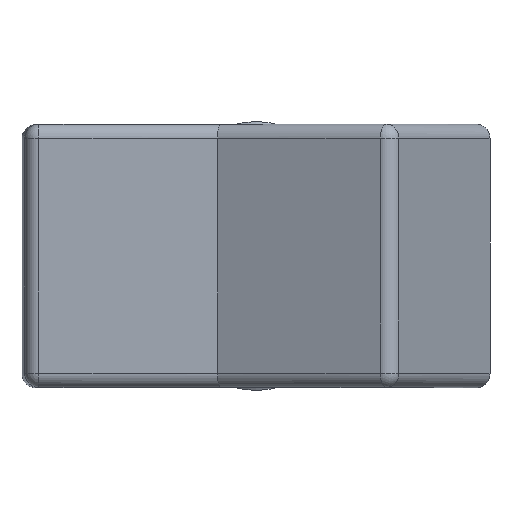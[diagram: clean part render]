
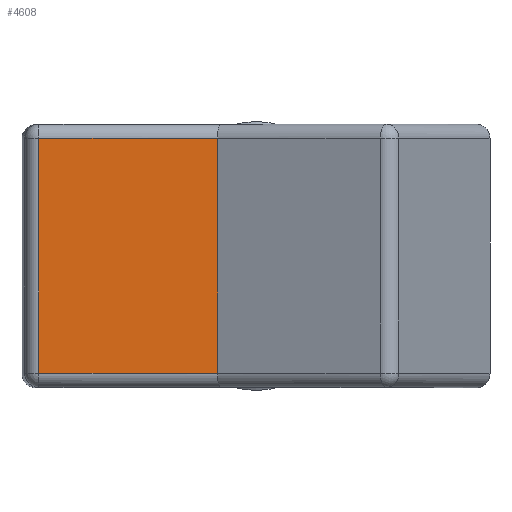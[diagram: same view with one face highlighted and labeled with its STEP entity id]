
A CAD part, top view. The second image highlights one B-rep face of the part: STEP entity #4608.
In plain terms, the highlighted planar face has unit normal (-0.009, 0, 1).
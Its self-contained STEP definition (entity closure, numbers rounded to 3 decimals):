
#3336 = CYLINDRICAL_SURFACE('',#3337,0.5);
#3337 = AXIS2_PLACEMENT_3D('',#3338,#3339,#3340);
#3338 = CARTESIAN_POINT('',(-7.967,-4.135,18.544));
#3339 = DIRECTION('',(1.,0.,0.009));
#3340 = DIRECTION('',(0.006,0.707,-0.707)
  );
#3785 = CYLINDRICAL_SURFACE('',#3786,0.5);
#3786 = AXIS2_PLACEMENT_3D('',#3787,#3788,#3789);
#3787 = CARTESIAN_POINT('',(-1.012,4.135,18.605));
#3788 = DIRECTION('',(-1.,0.,-0.009));
#3789 = DIRECTION('',(0.006,-0.707,-0.707
    ));
#4193 = VERTEX_POINT('',#4194);
#4194 = CARTESIAN_POINT('',(-7.651,-4.135,19.047));
#4240 = VERTEX_POINT('',#4241);
#4241 = CARTESIAN_POINT('',(-1.359,-4.135,19.102));
#4261 = EDGE_CURVE('',#4240,#4193,#4262,.T.);
#4262 = SURFACE_CURVE('',#4263,(#4267,#4274),.PCURVE_S1.);
#4263 = LINE('',#4264,#4265);
#4264 = CARTESIAN_POINT('',(-1.359,-4.135,19.102));
#4265 = VECTOR('',#4266,1.);
#4266 = DIRECTION('',(-1.,0.,-0.009));
#4267 = PCURVE('',#3336,#4268);
#4268 = DEFINITIONAL_REPRESENTATION('',(#4269),#4273);
#4269 = LINE('',#4270,#4271);
#4270 = CARTESIAN_POINT('',(2.356,6.612));
#4271 = VECTOR('',#4272,1.);
#4272 = DIRECTION('',(0.,-1.));
#4273 = ( GEOMETRIC_REPRESENTATION_CONTEXT(2) 
PARAMETRIC_REPRESENTATION_CONTEXT() REPRESENTATION_CONTEXT('2D SPACE',''
  ) );
#4274 = PCURVE('',#4275,#4280);
#4275 = PLANE('',#4276);
#4276 = AXIS2_PLACEMENT_3D('',#4277,#4278,#4279);
#4277 = CARTESIAN_POINT('',(-1.045,-4.549,19.105));
#4278 = DIRECTION('',(-0.009,0.,1.));
#4279 = DIRECTION('',(1.,0.,0.009));
#4280 = DEFINITIONAL_REPRESENTATION('',(#4281),#4285);
#4281 = LINE('',#4282,#4283);
#4282 = CARTESIAN_POINT('',(-0.315,0.414));
#4283 = VECTOR('',#4284,1.);
#4284 = DIRECTION('',(-1.,0.));
#4285 = ( GEOMETRIC_REPRESENTATION_CONTEXT(2) 
PARAMETRIC_REPRESENTATION_CONTEXT() REPRESENTATION_CONTEXT('2D SPACE',''
  ) );
#4355 = PLANE('',#4356);
#4356 = AXIS2_PLACEMENT_3D('',#4357,#4358,#4359);
#4357 = CARTESIAN_POINT('',(4.652,-4.549,21.842));
#4358 = DIRECTION('',(-0.415,0.,0.91));
#4359 = DIRECTION('',(0.91,0.,0.415));
#4492 = CYLINDRICAL_SURFACE('',#4493,0.5);
#4493 = AXIS2_PLACEMENT_3D('',#4494,#4495,#4496);
#4494 = CARTESIAN_POINT('',(-7.647,-4.635,18.547));
#4495 = DIRECTION('',(0.,1.,0.));
#4496 = DIRECTION('',(0.706,0.,-0.709));
#4558 = EDGE_CURVE('',#4193,#4559,#4561,.T.);
#4559 = VERTEX_POINT('',#4560);
#4560 = CARTESIAN_POINT('',(-7.651,4.135,19.047));
#4561 = SURFACE_CURVE('',#4562,(#4566,#4573),.PCURVE_S1.);
#4562 = LINE('',#4563,#4564);
#4563 = CARTESIAN_POINT('',(-7.651,-4.135,19.047));
#4564 = VECTOR('',#4565,1.);
#4565 = DIRECTION('',(0.,1.,0.));
#4566 = PCURVE('',#4492,#4567);
#4567 = DEFINITIONAL_REPRESENTATION('',(#4568),#4572);
#4568 = LINE('',#4569,#4570);
#4569 = CARTESIAN_POINT('',(3.916,0.5));
#4570 = VECTOR('',#4571,1.);
#4571 = DIRECTION('',(0.,1.));
#4572 = ( GEOMETRIC_REPRESENTATION_CONTEXT(2) 
PARAMETRIC_REPRESENTATION_CONTEXT() REPRESENTATION_CONTEXT('2D SPACE',''
  ) );
#4573 = PCURVE('',#4275,#4574);
#4574 = DEFINITIONAL_REPRESENTATION('',(#4575),#4579);
#4575 = LINE('',#4576,#4577);
#4576 = CARTESIAN_POINT('',(-6.606,0.414));
#4577 = VECTOR('',#4578,1.);
#4578 = DIRECTION('',(0.,1.));
#4579 = ( GEOMETRIC_REPRESENTATION_CONTEXT(2) 
PARAMETRIC_REPRESENTATION_CONTEXT() REPRESENTATION_CONTEXT('2D SPACE',''
  ) );
#4608 = ADVANCED_FACE('',(#4609),#4275,.T.);
#4609 = FACE_BOUND('',#4610,.T.);
#4610 = EDGE_LOOP('',(#4611,#4612,#4635,#4656));
#4611 = ORIENTED_EDGE('',*,*,#4261,.F.);
#4612 = ORIENTED_EDGE('',*,*,#4613,.T.);
#4613 = EDGE_CURVE('',#4240,#4614,#4616,.T.);
#4614 = VERTEX_POINT('',#4615);
#4615 = CARTESIAN_POINT('',(-1.359,4.135,19.102));
#4616 = SURFACE_CURVE('',#4617,(#4621,#4628),.PCURVE_S1.);
#4617 = LINE('',#4618,#4619);
#4618 = CARTESIAN_POINT('',(-1.359,-4.135,19.102));
#4619 = VECTOR('',#4620,1.);
#4620 = DIRECTION('',(0.,1.,0.));
#4621 = PCURVE('',#4275,#4622);
#4622 = DEFINITIONAL_REPRESENTATION('',(#4623),#4627);
#4623 = LINE('',#4624,#4625);
#4624 = CARTESIAN_POINT('',(-0.315,0.414));
#4625 = VECTOR('',#4626,1.);
#4626 = DIRECTION('',(0.,1.));
#4627 = ( GEOMETRIC_REPRESENTATION_CONTEXT(2) 
PARAMETRIC_REPRESENTATION_CONTEXT() REPRESENTATION_CONTEXT('2D SPACE',''
  ) );
#4628 = PCURVE('',#4355,#4629);
#4629 = DEFINITIONAL_REPRESENTATION('',(#4630),#4634);
#4630 = LINE('',#4631,#4632);
#4631 = CARTESIAN_POINT('',(-6.606,0.414));
#4632 = VECTOR('',#4633,1.);
#4633 = DIRECTION('',(0.,1.));
#4634 = ( GEOMETRIC_REPRESENTATION_CONTEXT(2) 
PARAMETRIC_REPRESENTATION_CONTEXT() REPRESENTATION_CONTEXT('2D SPACE',''
  ) );
#4635 = ORIENTED_EDGE('',*,*,#4636,.F.);
#4636 = EDGE_CURVE('',#4559,#4614,#4637,.T.);
#4637 = SURFACE_CURVE('',#4638,(#4642,#4649),.PCURVE_S1.);
#4638 = LINE('',#4639,#4640);
#4639 = CARTESIAN_POINT('',(-7.651,4.135,19.047));
#4640 = VECTOR('',#4641,1.);
#4641 = DIRECTION('',(1.,0.,0.009));
#4642 = PCURVE('',#4275,#4643);
#4643 = DEFINITIONAL_REPRESENTATION('',(#4644),#4648);
#4644 = LINE('',#4645,#4646);
#4645 = CARTESIAN_POINT('',(-6.606,8.684));
#4646 = VECTOR('',#4647,1.);
#4647 = DIRECTION('',(1.,0.));
#4648 = ( GEOMETRIC_REPRESENTATION_CONTEXT(2) 
PARAMETRIC_REPRESENTATION_CONTEXT() REPRESENTATION_CONTEXT('2D SPACE',''
  ) );
#4649 = PCURVE('',#3785,#4650);
#4650 = DEFINITIONAL_REPRESENTATION('',(#4651),#4655);
#4651 = LINE('',#4652,#4653);
#4652 = CARTESIAN_POINT('',(2.356,6.635));
#4653 = VECTOR('',#4654,1.);
#4654 = DIRECTION('',(0.,-1.));
#4655 = ( GEOMETRIC_REPRESENTATION_CONTEXT(2) 
PARAMETRIC_REPRESENTATION_CONTEXT() REPRESENTATION_CONTEXT('2D SPACE',''
  ) );
#4656 = ORIENTED_EDGE('',*,*,#4558,.F.);
